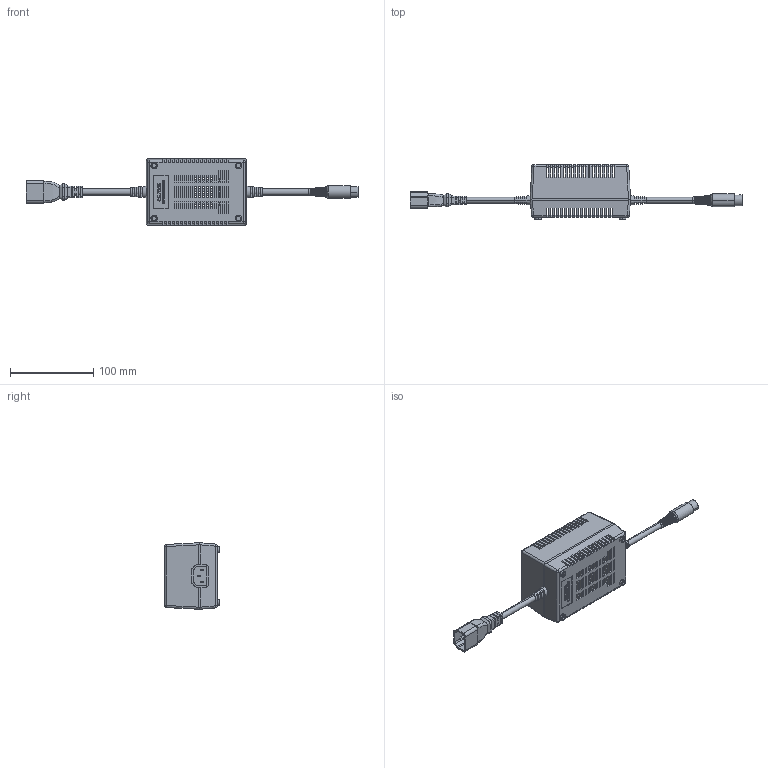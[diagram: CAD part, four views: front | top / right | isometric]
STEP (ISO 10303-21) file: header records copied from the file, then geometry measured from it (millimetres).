
FILE_DESCRIPTION (( 'STEP AP214' ), '1' );
FILE_NAME ('PS-12DC-EU-E0W.STEP', '2014-04-02T15:35:31', ( 'admin' ), ( '' ), 'SwSTEP 2.0', 'SolidWorks 2012', '' );
FILE_SCHEMA (( 'AUTOMOTIVE_DESIGN' ));
Length unit declared in the file: inch
Products named in the file (4): SD-50; PS-12DC-US-EU; User Library-IEC 320 C14; PS-12DC-EU-E0W
Assembly tree (3 placements, depth 2):
  PS-12DC-EU-E0W
    User Library-IEC 320 C14
    PS-12DC-US-EU
    SD-50
Bounding box: 399.28 x 65.88 x 80.01 mm (x, y, z)
Volume: 120383.2 mm3; surface area: 100581.2 mm2
Topology: 4 solids, 4 shells, 1410 faces, 4563 edges, 3025 vertices
Faces by surface type: plane 1074, cylinder 165, bspline 137, cone 26, sphere 8
Entity records: 81632 total; most frequent: CARTESIAN_POINT 29708, ORIENTED_EDGE 9106, DIRECTION 6671, EDGE_CURVE 4553, LINE 3447, VECTOR 3447, VERTEX_POINT 3025, AXIS2_PLACEMENT_3D 1612
